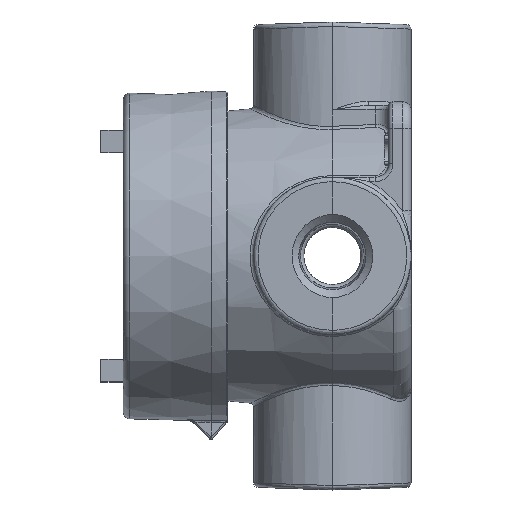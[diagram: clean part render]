
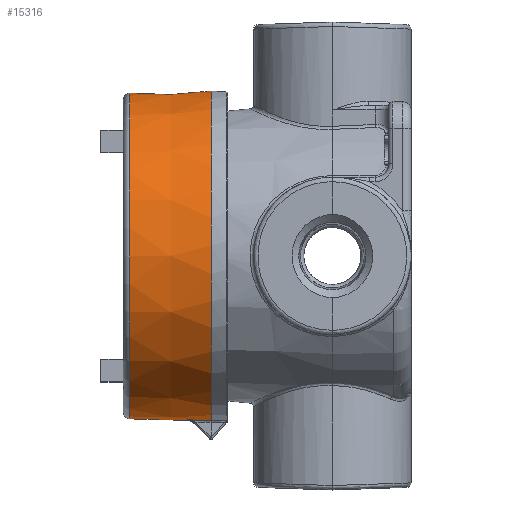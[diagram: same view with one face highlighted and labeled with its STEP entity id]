
A CAD part, left-side view. The second image highlights one B-rep face of the part: STEP entity #15316.
In plain terms, the highlighted conical face has half-angle 1.5 degrees and reference radius 58.214 mm.
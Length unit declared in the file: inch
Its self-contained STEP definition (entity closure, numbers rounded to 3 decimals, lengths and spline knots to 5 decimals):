
#620=CONICAL_SURFACE('',#16361,2.29188,0.026);
#1391=B_SPLINE_CURVE_WITH_KNOTS('',3,(#54864,#54865,#54866,#54867,#54868,
#54869,#54870,#54871,#54872,#54873),.UNSPECIFIED.,.F.,.F.,(4,2,2,2,4),(0.,
0.25,0.5,0.75,1.),.UNSPECIFIED.);
#1392=B_SPLINE_CURVE_WITH_KNOTS('',3,(#54875,#54876,#54877,#54878),
 .UNSPECIFIED.,.F.,.F.,(4,4),(0.,1.),.UNSPECIFIED.);
#1393=B_SPLINE_CURVE_WITH_KNOTS('',3,(#54886,#54887,#54888,#54889),
 .UNSPECIFIED.,.F.,.F.,(4,4),(0.,1.),.UNSPECIFIED.);
#2663=LINE('',#54882,#3951);
#3951=VECTOR('',#19573,2.29188);
#4904=FACE_OUTER_BOUND('',#5831,.T.);
#5831=EDGE_LOOP('',(#14175,#14176,#14177,#14178,#14179,#14180,#14181,#14182));
#6202=CIRCLE('',#16362,2.29188);
#6203=CIRCLE('',#16363,2.26235);
#6204=CIRCLE('',#16364,2.29188);
#7605=VERTEX_POINT('',#54862);
#7606=VERTEX_POINT('',#54863);
#7607=VERTEX_POINT('',#54874);
#7608=VERTEX_POINT('',#54879);
#7609=VERTEX_POINT('',#54881);
#7610=VERTEX_POINT('',#54884);
#9807=EDGE_CURVE('',#7605,#7606,#1391,.T.);
#9808=EDGE_CURVE('',#7606,#7607,#1392,.T.);
#9809=EDGE_CURVE('',#7607,#7608,#6202,.F.);
#9810=EDGE_CURVE('',#7608,#7609,#2663,.T.);
#9811=EDGE_CURVE('',#7609,#7609,#6203,.T.);
#9812=EDGE_CURVE('',#7608,#7610,#6204,.F.);
#9813=EDGE_CURVE('',#7610,#7605,#1393,.T.);
#14175=ORIENTED_EDGE('',*,*,#9807,.T.);
#14176=ORIENTED_EDGE('',*,*,#9808,.T.);
#14177=ORIENTED_EDGE('',*,*,#9809,.T.);
#14178=ORIENTED_EDGE('',*,*,#9810,.T.);
#14179=ORIENTED_EDGE('',*,*,#9811,.T.);
#14180=ORIENTED_EDGE('',*,*,#9810,.F.);
#14181=ORIENTED_EDGE('',*,*,#9812,.T.);
#14182=ORIENTED_EDGE('',*,*,#9813,.T.);
#15316=ADVANCED_FACE('',(#4904),#620,.T.);
#16361=AXIS2_PLACEMENT_3D('',#54861,#19569,#19570);
#16362=AXIS2_PLACEMENT_3D('',#54880,#19571,#19572);
#16363=AXIS2_PLACEMENT_3D('',#54883,#19574,#19575);
#16364=AXIS2_PLACEMENT_3D('',#54885,#19576,#19577);
#19569=DIRECTION('center_axis',(0.,0.,-1.));
#19570=DIRECTION('ref_axis',(1.,0.,0.));
#19571=DIRECTION('center_axis',(0.,0.,-1.));
#19572=DIRECTION('ref_axis',(0.094,-0.996,0.));
#19573=DIRECTION('',(0.026,0.,1.));
#19574=DIRECTION('center_axis',(0.,0.,-1.));
#19575=DIRECTION('ref_axis',(-1.,0.,0.));
#19576=DIRECTION('center_axis',(0.,0.,-1.));
#19577=DIRECTION('ref_axis',(0.094,-0.996,0.));
#54861=CARTESIAN_POINT('Origin',(0.,0.,0.25));
#54862=CARTESIAN_POINT('',(-0.20732,-2.27386,0.57789));
#54863=CARTESIAN_POINT('',(0.20732,-2.27386,0.57789));
#54864=CARTESIAN_POINT('Ctrl Pts',(-0.20732,-2.27386,
0.57789));
#54865=CARTESIAN_POINT('Ctrl Pts',(-0.17295,-2.27708,
0.57453));
#54866=CARTESIAN_POINT('Ctrl Pts',(-0.13826,-2.27952,
0.57199));
#54867=CARTESIAN_POINT('Ctrl Pts',(-0.06895,-2.28275,
0.56862));
#54868=CARTESIAN_POINT('Ctrl Pts',(-0.03423,-2.28356,
0.56778));
#54869=CARTESIAN_POINT('Ctrl Pts',(0.03531,-2.28355,
0.56779));
#54870=CARTESIAN_POINT('Ctrl Pts',(0.07008,-2.28272,
0.56866));
#54871=CARTESIAN_POINT('Ctrl Pts',(0.13902,-2.27947,
0.57204));
#54872=CARTESIAN_POINT('Ctrl Pts',(0.17327,-2.27705,
0.57457));
#54873=CARTESIAN_POINT('Ctrl Pts',(0.20732,-2.27386,
0.57789));
#54874=CARTESIAN_POINT('',(0.2158,-2.28169,0.25));
#54875=CARTESIAN_POINT('Ctrl Pts',(0.20732,-2.27386,
0.57789));
#54876=CARTESIAN_POINT('Ctrl Pts',(0.21014,-2.27647,
0.4686));
#54877=CARTESIAN_POINT('Ctrl Pts',(0.21297,-2.27909,
0.3593));
#54878=CARTESIAN_POINT('Ctrl Pts',(0.2158,-2.28169,
0.25));
#54879=CARTESIAN_POINT('',(-2.29188,0.,0.25));
#54880=CARTESIAN_POINT('Origin',(0.,0.,
0.25));
#54881=CARTESIAN_POINT('',(-2.26235,0.,1.37745));
#54882=CARTESIAN_POINT('',(-2.29188,0.,0.25));
#54883=CARTESIAN_POINT('Origin',(0.,0.,1.37745));
#54884=CARTESIAN_POINT('',(-0.2158,-2.28169,0.25));
#54885=CARTESIAN_POINT('Origin',(0.,0.,
0.25));
#54886=CARTESIAN_POINT('Ctrl Pts',(-0.2158,-2.28169,
0.25));
#54887=CARTESIAN_POINT('Ctrl Pts',(-0.21297,-2.27909,
0.3593));
#54888=CARTESIAN_POINT('Ctrl Pts',(-0.21014,-2.27647,
0.4686));
#54889=CARTESIAN_POINT('Ctrl Pts',(-0.20732,-2.27386,
0.57789));
